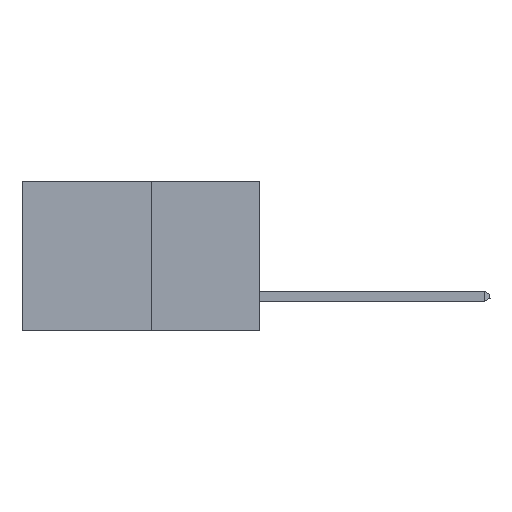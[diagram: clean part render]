
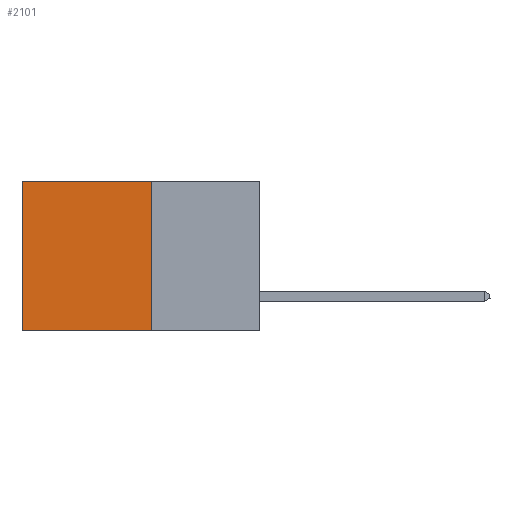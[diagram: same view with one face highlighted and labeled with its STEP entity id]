
A CAD part, left-side view. The second image highlights one B-rep face of the part: STEP entity #2101.
In plain terms, the highlighted planar face has unit normal (-1, 0, 0).
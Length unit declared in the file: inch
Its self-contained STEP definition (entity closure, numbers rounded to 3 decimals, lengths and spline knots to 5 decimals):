
#150 = CARTESIAN_POINT ( 'NONE',  ( 0.277, 0.27, -0.37 ) ) ;
#2101 = ADVANCED_FACE ( 'NONE', ( #14019 ), #3082, .F. ) ;
#2529 = LINE ( 'NONE', #15723, #7110 ) ;
#2833 = EDGE_CURVE ( 'NONE', #7163, #21832, #4512, .T. ) ;
#3082 = PLANE ( 'NONE',  #9603 ) ;
#3457 = VECTOR ( 'NONE', #22118, 39.37008 ) ;
#4253 = VECTOR ( 'NONE', #7637, 39.37008 ) ;
#4512 = LINE ( 'NONE', #17157, #15080 ) ;
#4520 = DIRECTION ( 'NONE',  ( 0., 1., 0. ) ) ;
#4793 = EDGE_CURVE ( 'NONE', #17403, #9074, #2529, .T. ) ;
#5690 = CARTESIAN_POINT ( 'NONE',  ( 0.277, 0.27, -0.37 ) ) ;
#6176 = CARTESIAN_POINT ( 'NONE',  ( 0.277, 0.27, -0.37 ) ) ;
#7110 = VECTOR ( 'NONE', #4520, 39.37008 ) ;
#7163 = VERTEX_POINT ( 'NONE', #21212 ) ;
#7229 = ORIENTED_EDGE ( 'NONE', *, *, #21048, .T. ) ;
#7637 = DIRECTION ( 'NONE',  ( 0., 0., -1. ) ) ;
#8037 = DIRECTION ( 'NONE',  ( 1., 0., 0. ) ) ;
#8096 = DIRECTION ( 'NONE',  ( 0., 0., -1. ) ) ;
#8307 = EDGE_CURVE ( 'NONE', #7163, #17403, #19735, .T. ) ;
#9074 = VERTEX_POINT ( 'NONE', #19085 ) ;
#9225 = ORIENTED_EDGE ( 'NONE', *, *, #8307, .F. ) ;
#9603 = AXIS2_PLACEMENT_3D ( 'NONE', #6176, #8037, #8096 ) ;
#12240 = ORIENTED_EDGE ( 'NONE', *, *, #4793, .F. ) ;
#13522 = LINE ( 'NONE', #20274, #3457 ) ;
#14019 = FACE_OUTER_BOUND ( 'NONE', #16266, .T. ) ;
#15080 = VECTOR ( 'NONE', #16871, 39.37008 ) ;
#15723 = CARTESIAN_POINT ( 'NONE',  ( 0.277, 0.27, -0.37 ) ) ;
#16266 = EDGE_LOOP ( 'NONE', ( #7229, #12240, #9225, #23701 ) ) ;
#16871 = DIRECTION ( 'NONE',  ( 0., 1., 0. ) ) ;
#17157 = CARTESIAN_POINT ( 'NONE',  ( 0.277, 0.27, 0. ) ) ;
#17403 = VERTEX_POINT ( 'NONE', #150 ) ;
#19085 = CARTESIAN_POINT ( 'NONE',  ( 0.277, 0.59, -0.37 ) ) ;
#19375 = CARTESIAN_POINT ( 'NONE',  ( 0.277, 0.59, 0. ) ) ;
#19735 = LINE ( 'NONE', #5690, #4253 ) ;
#20274 = CARTESIAN_POINT ( 'NONE',  ( 0.277, 0.59, -0.37 ) ) ;
#21048 = EDGE_CURVE ( 'NONE', #21832, #9074, #13522, .T. ) ;
#21212 = CARTESIAN_POINT ( 'NONE',  ( 0.277, 0.27, 0. ) ) ;
#21832 = VERTEX_POINT ( 'NONE', #19375 ) ;
#22118 = DIRECTION ( 'NONE',  ( 0., 0., -1. ) ) ;
#23701 = ORIENTED_EDGE ( 'NONE', *, *, #2833, .T. ) ;
